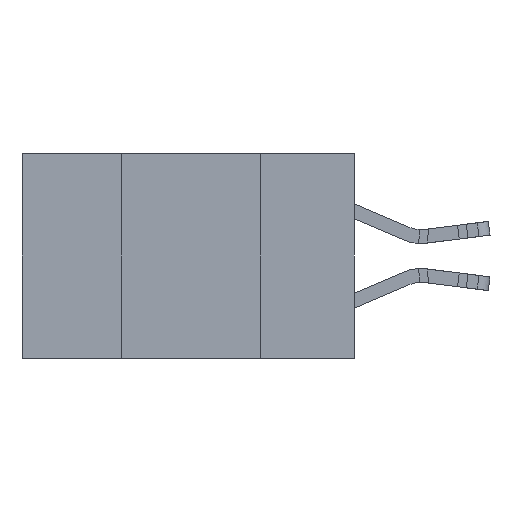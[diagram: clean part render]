
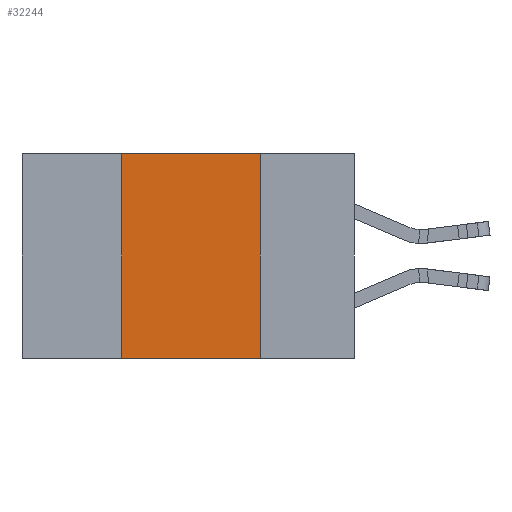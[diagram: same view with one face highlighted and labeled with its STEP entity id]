
A CAD part, left-side view. The second image highlights one B-rep face of the part: STEP entity #32244.
In plain terms, the highlighted planar face has unit normal (-1, 0, 0).
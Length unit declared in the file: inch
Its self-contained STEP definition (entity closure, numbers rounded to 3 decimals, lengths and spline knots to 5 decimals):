
#1268 = DIRECTION ( 'NONE',  ( 0., 0., -1. ) ) ;
#2046 = EDGE_LOOP ( 'NONE', ( #8917, #10595, #13179, #6977 ) ) ;
#2184 = LINE ( 'NONE', #7733, #21015 ) ;
#2869 = LINE ( 'NONE', #9110, #28458 ) ;
#3893 = EDGE_CURVE ( 'NONE', #9232, #18281, #26038, .T. ) ;
#5229 = PLANE ( 'NONE',  #6432 ) ;
#6152 = CARTESIAN_POINT ( 'NONE',  ( 0., 0.6, 0. ) ) ;
#6432 = AXIS2_PLACEMENT_3D ( 'NONE', #10420, #28144, #12968 ) ;
#6802 = CARTESIAN_POINT ( 'NONE',  ( 0., 0.42, -0.37 ) ) ;
#6977 = ORIENTED_EDGE ( 'NONE', *, *, #28467, .T. ) ;
#7626 = DIRECTION ( 'NONE',  ( 0., -1., 0. ) ) ;
#7733 = CARTESIAN_POINT ( 'NONE',  ( 0., 0.6, -0.37 ) ) ;
#8917 = ORIENTED_EDGE ( 'NONE', *, *, #3893, .F. ) ;
#9110 = CARTESIAN_POINT ( 'NONE',  ( 0., 0.42, 0. ) ) ;
#9232 = VERTEX_POINT ( 'NONE', #18639 ) ;
#10420 = CARTESIAN_POINT ( 'NONE',  ( 0., 0.6, 0. ) ) ;
#10434 = CARTESIAN_POINT ( 'NONE',  ( 0., 0.17, -0.37 ) ) ;
#10595 = ORIENTED_EDGE ( 'NONE', *, *, #25713, .F. ) ;
#12968 = DIRECTION ( 'NONE',  ( 0., 0., -1. ) ) ;
#13129 = CARTESIAN_POINT ( 'NONE',  ( 0., 0.42, 0. ) ) ;
#13179 = ORIENTED_EDGE ( 'NONE', *, *, #30165, .F. ) ;
#16752 = DIRECTION ( 'NONE',  ( 0., 0., 1. ) ) ;
#17668 = VERTEX_POINT ( 'NONE', #13129 ) ;
#18281 = VERTEX_POINT ( 'NONE', #10434 ) ;
#18639 = CARTESIAN_POINT ( 'NONE',  ( 0., 0.17, 0. ) ) ;
#18782 = VECTOR ( 'NONE', #21337, 39.37008 ) ;
#21015 = VECTOR ( 'NONE', #7626, 39.37008 ) ;
#21337 = DIRECTION ( 'NONE',  ( 0., -1., 0. ) ) ;
#23827 = CARTESIAN_POINT ( 'NONE',  ( 0., 0.17, 0. ) ) ;
#25258 = VECTOR ( 'NONE', #1268, 39.37008 ) ;
#25539 = LINE ( 'NONE', #6152, #18782 ) ;
#25713 = EDGE_CURVE ( 'NONE', #17668, #9232, #25539, .T. ) ;
#26038 = LINE ( 'NONE', #23827, #25258 ) ;
#28122 = FACE_OUTER_BOUND ( 'NONE', #2046, .T. ) ;
#28144 = DIRECTION ( 'NONE',  ( 1., 0., 0. ) ) ;
#28458 = VECTOR ( 'NONE', #16752, 39.37008 ) ;
#28467 = EDGE_CURVE ( 'NONE', #29684, #18281, #2184, .T. ) ;
#29684 = VERTEX_POINT ( 'NONE', #6802 ) ;
#30165 = EDGE_CURVE ( 'NONE', #29684, #17668, #2869, .T. ) ;
#32244 = ADVANCED_FACE ( 'NONE', ( #28122 ), #5229, .F. ) ;
